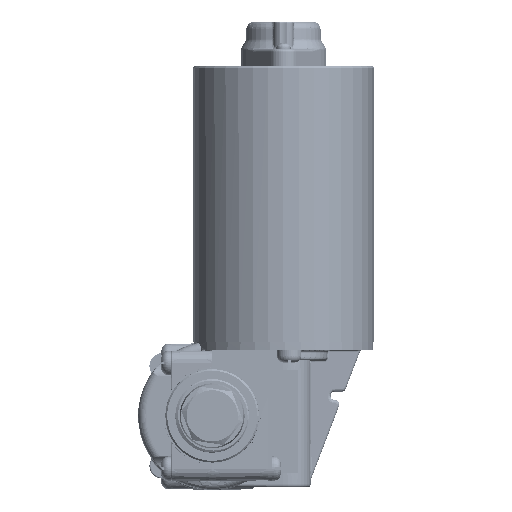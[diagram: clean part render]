
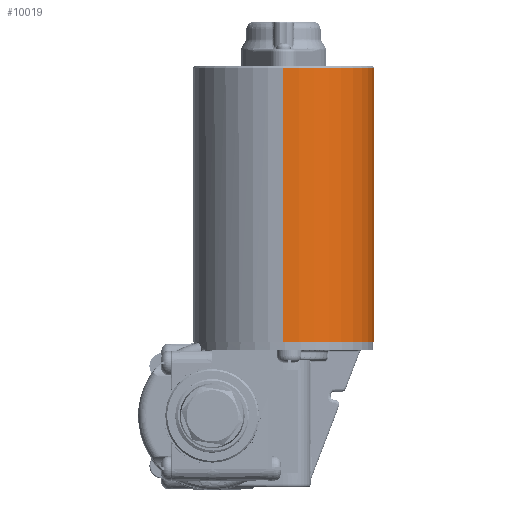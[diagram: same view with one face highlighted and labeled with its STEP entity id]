
A CAD part, left-side view. The second image highlights one B-rep face of the part: STEP entity #10019.
In plain terms, the highlighted cylindrical face has radius 31.65 mm (diameter 63.3 mm), a partial arc.
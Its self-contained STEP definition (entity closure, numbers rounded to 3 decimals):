
#1179 = VERTEX_POINT ( 'NONE', #62611 ) ;
#2278 = AXIS2_PLACEMENT_3D ( 'NONE', #22346, #69908, #50914 ) ;
#3522 = DIRECTION ( 'NONE',  ( 0., 0., -1. ) ) ;
#5793 = DIRECTION ( 'NONE',  ( 0., 0., 1. ) ) ;
#10019 = ADVANCED_FACE ( 'NONE', ( #23600 ), #25055, .T. ) ;
#14265 = ORIENTED_EDGE ( 'NONE', *, *, #63617, .T. ) ;
#15058 = AXIS2_PLACEMENT_3D ( 'NONE', #76942, #3522, #81019 ) ;
#22346 = CARTESIAN_POINT ( 'NONE',  ( 0., -25., 122.6 ) ) ;
#23600 = FACE_OUTER_BOUND ( 'NONE', #36080, .T. ) ;
#25055 = CYLINDRICAL_SURFACE ( 'NONE', #2278, 31.65 ) ;
#27731 = CARTESIAN_POINT ( 'NONE',  ( -31.65, -25., 122.1 ) ) ;
#28053 = DIRECTION ( 'NONE',  ( 0., 0., -1. ) ) ;
#30976 = ORIENTED_EDGE ( 'NONE', *, *, #83741, .F. ) ;
#31140 = VERTEX_POINT ( 'NONE', #27731 ) ;
#33970 = CARTESIAN_POINT ( 'NONE',  ( 31.65, -25., 26. ) ) ;
#36080 = EDGE_LOOP ( 'NONE', ( #30976, #41527, #14265, #72570 ) ) ;
#36816 = DIRECTION ( 'NONE',  ( 0., 0., -1. ) ) ;
#41527 = ORIENTED_EDGE ( 'NONE', *, *, #45667, .T. ) ;
#43051 = LINE ( 'NONE', #56606, #71244 ) ;
#43628 = LINE ( 'NONE', #53141, #71088 ) ;
#45226 = CIRCLE ( 'NONE', #15058, 31.65 ) ;
#45667 = EDGE_CURVE ( 'NONE', #1179, #31140, #45226, .T. ) ;
#46363 = CARTESIAN_POINT ( 'NONE',  ( -31.65, -25., 26. ) ) ;
#46538 = DIRECTION ( 'NONE',  ( 1., 0., 0. ) ) ;
#48143 = VERTEX_POINT ( 'NONE', #33970 ) ;
#49209 = CARTESIAN_POINT ( 'NONE',  ( 0., -25., 26. ) ) ;
#50914 = DIRECTION ( 'NONE',  ( -1., 0., 0. ) ) ;
#53141 = CARTESIAN_POINT ( 'NONE',  ( 31.65, -25., 122.6 ) ) ;
#53743 = AXIS2_PLACEMENT_3D ( 'NONE', #49209, #5793, #46538 ) ;
#56606 = CARTESIAN_POINT ( 'NONE',  ( -31.65, -25., 122.6 ) ) ;
#58108 = VERTEX_POINT ( 'NONE', #46363 ) ;
#62611 = CARTESIAN_POINT ( 'NONE',  ( 31.65, -25., 122.1 ) ) ;
#63617 = EDGE_CURVE ( 'NONE', #31140, #58108, #43051, .T. ) ;
#66660 = CIRCLE ( 'NONE', #53743, 31.65 ) ;
#69908 = DIRECTION ( 'NONE',  ( 0., 0., -1. ) ) ;
#71088 = VECTOR ( 'NONE', #36816, 1000. ) ;
#71244 = VECTOR ( 'NONE', #28053, 1000. ) ;
#72570 = ORIENTED_EDGE ( 'NONE', *, *, #79860, .T. ) ;
#76942 = CARTESIAN_POINT ( 'NONE',  ( 0., -25., 122.1 ) ) ;
#79860 = EDGE_CURVE ( 'NONE', #58108, #48143, #66660, .T. ) ;
#81019 = DIRECTION ( 'NONE',  ( 1., 0., 0. ) ) ;
#83741 = EDGE_CURVE ( 'NONE', #1179, #48143, #43628, .T. ) ;
